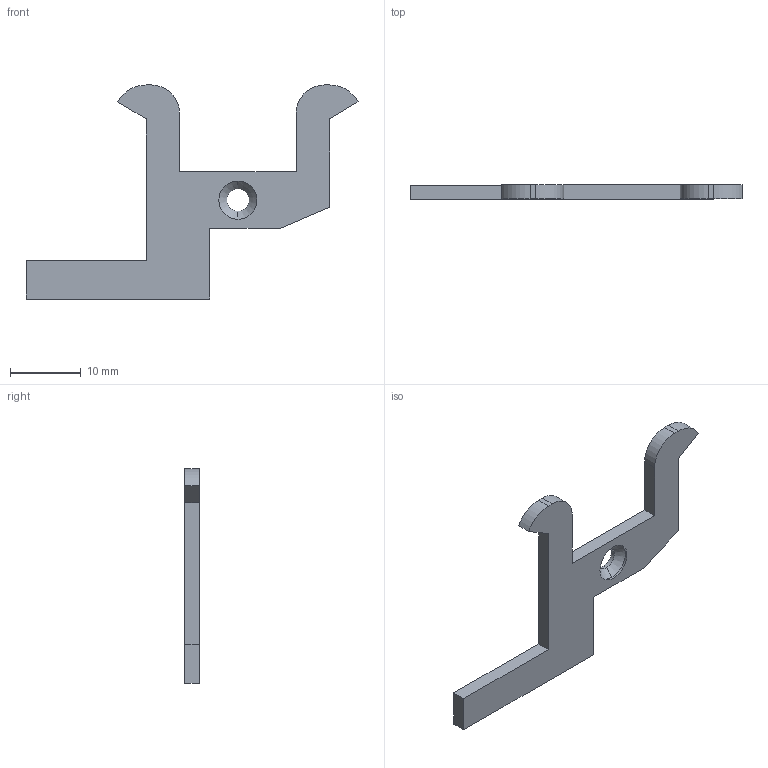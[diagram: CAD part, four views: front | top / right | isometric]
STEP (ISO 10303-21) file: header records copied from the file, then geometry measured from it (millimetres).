
FILE_DESCRIPTION (( 'STEP AP214' ), '1' );
FILE_NAME ('Carriage Retainer Fork.STEP', '2025-07-06T08:34:28', ( '' ), ( '' ), 'SwSTEP 2.0', 'SolidWorks 2025', '' );
FILE_SCHEMA (( 'AUTOMOTIVE_DESIGN' ));
Length unit declared in the file: millimetre
Products named in the file (1): Carriage Retainer Fork
Bounding box: 47 x 2 x 30.3 mm (x, y, z)
Volume: 997.1 mm3; surface area: 1376.1 mm2
Topology: 1 solids, 1 shells, 27 faces, 71 edges, 46 vertices
Faces by surface type: plane 17, cylinder 8, cone 2
Entity records: 867 total; most frequent: CARTESIAN_POINT 145, DIRECTION 143, ORIENTED_EDGE 142, EDGE_CURVE 71, VECTOR 55, LINE 55, VERTEX_POINT 46, AXIS2_PLACEMENT_3D 44
